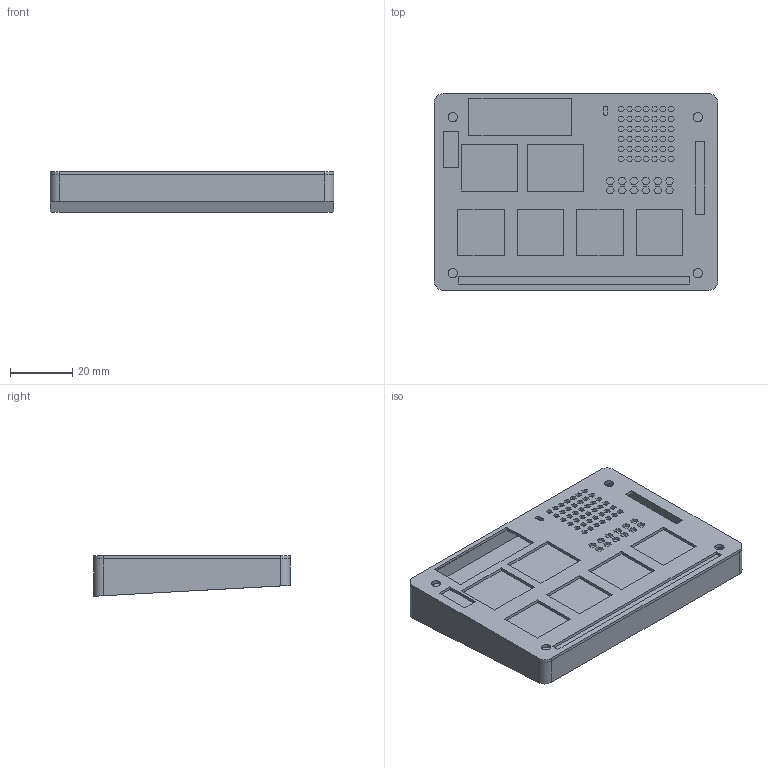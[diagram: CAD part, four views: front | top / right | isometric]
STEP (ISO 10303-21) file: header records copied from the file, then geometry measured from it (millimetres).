
FILE_DESCRIPTION(/* description */ ('KiCad electronic assembly'),/* implementation_level */ '2;1');
FILE_NAME(/* name */ 'Top.step',/* time_stamp */ '2026-02-24T20:13:58-08:00',/* author */ (''),/* organization */ (''),/* preprocessor_version */ 'ST-DEVELOPER v20.1',/* originating_system */ 'Autodesk Translation Framework v14.24.0.0',/* authorisation */ '');
FILE_SCHEMA (('AUTOMOTIVE_DESIGN { 1 0 10303 214 3 1 1 }'));
Length unit declared in the file: millimetre
Products named in the file (2): HackPad 1; Bottom
Assembly tree (1 placements, depth 2):
  HackPad 1
    Bottom
Bounding box: 91 x 63 x 13 mm (x, y, z)
Volume: 35306.6 mm3; surface area: 24244.8 mm2
Topology: 2 solids, 2 shells, 408 faces, 1200 edges, 800 vertices
Faces by surface type: plane 390, cylinder 18
Full cylindrical faces by diameter (mm): 3 x8
Entity records: 13648 total; most frequent: CARTESIAN_POINT 2411, ORIENTED_EDGE 2400, DIRECTION 2058, EDGE_CURVE 1200, LINE 1164, VECTOR 1164, VERTEX_POINT 800, EDGE_LOOP 550
